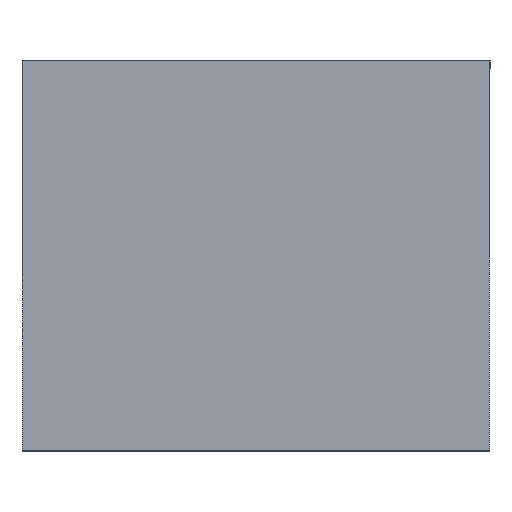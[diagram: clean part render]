
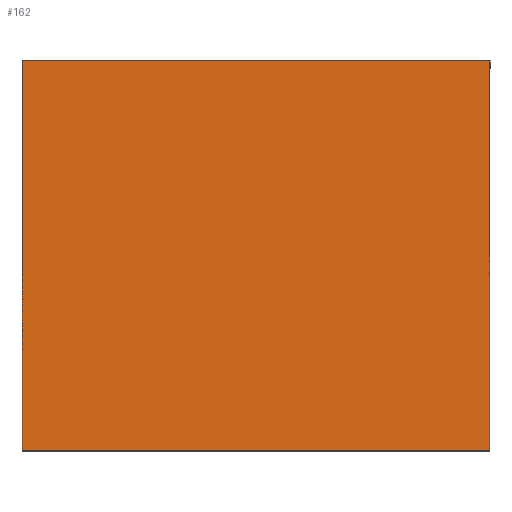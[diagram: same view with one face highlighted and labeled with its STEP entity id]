
A CAD part, left-side view. The second image highlights one B-rep face of the part: STEP entity #162.
In plain terms, the highlighted planar face has unit normal (-1, 0, 0).
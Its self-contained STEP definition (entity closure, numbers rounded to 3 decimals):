
#41 = LINE ( 'NONE', #72, #333 ) ;
#52 = CARTESIAN_POINT ( 'NONE',  ( -0.6, 0.3, 0. ) ) ;
#72 = CARTESIAN_POINT ( 'NONE',  ( -0.6, 0.3, -0.25 ) ) ;
#74 = DIRECTION ( 'NONE',  ( 1., 0., 0. ) ) ;
#81 = DIRECTION ( 'NONE',  ( 0., 0., -1. ) ) ;
#91 = EDGE_LOOP ( 'NONE', ( #627, #510, #640, #154 ) ) ;
#99 = PLANE ( 'NONE',  #341 ) ;
#154 = ORIENTED_EDGE ( 'NONE', *, *, #401, .T. ) ;
#156 = EDGE_CURVE ( 'NONE', #651, #535, #541, .T. ) ;
#162 = ADVANCED_FACE ( 'NONE', ( #531 ), #99, .F. ) ;
#177 = DIRECTION ( 'NONE',  ( 0., 0., 1. ) ) ;
#227 = VECTOR ( 'NONE', #177, 1000. ) ;
#232 = CARTESIAN_POINT ( 'NONE',  ( -0.6, 0., 0. ) ) ;
#234 = LINE ( 'NONE', #254, #227 ) ;
#254 = CARTESIAN_POINT ( 'NONE',  ( -0.6, 0.3, -0.25 ) ) ;
#287 = CARTESIAN_POINT ( 'NONE',  ( -0.6, 0.3, -0.25 ) ) ;
#295 = CARTESIAN_POINT ( 'NONE',  ( -0.6, 0., -0.25 ) ) ;
#299 = LINE ( 'NONE', #603, #304 ) ;
#304 = VECTOR ( 'NONE', #582, 1000. ) ;
#333 = VECTOR ( 'NONE', #593, 1000. ) ;
#341 = AXIS2_PLACEMENT_3D ( 'NONE', #287, #74, #81 ) ;
#401 = EDGE_CURVE ( 'NONE', #418, #651, #41, .T. ) ;
#406 = DIRECTION ( 'NONE',  ( 0., 0., 1. ) ) ;
#413 = CARTESIAN_POINT ( 'NONE',  ( -0.6, 0.3, -0.25 ) ) ;
#418 = VERTEX_POINT ( 'NONE', #413 ) ;
#449 = EDGE_CURVE ( 'NONE', #577, #535, #299, .T. ) ;
#510 = ORIENTED_EDGE ( 'NONE', *, *, #449, .F. ) ;
#521 = VECTOR ( 'NONE', #406, 1000. ) ;
#531 = FACE_OUTER_BOUND ( 'NONE', #91, .T. ) ;
#532 = EDGE_CURVE ( 'NONE', #418, #577, #234, .T. ) ;
#535 = VERTEX_POINT ( 'NONE', #232 ) ;
#541 = LINE ( 'NONE', #295, #521 ) ;
#569 = CARTESIAN_POINT ( 'NONE',  ( -0.6, 0., -0.25 ) ) ;
#577 = VERTEX_POINT ( 'NONE', #52 ) ;
#582 = DIRECTION ( 'NONE',  ( 0., -1., 0. ) ) ;
#593 = DIRECTION ( 'NONE',  ( 0., -1., 0. ) ) ;
#603 = CARTESIAN_POINT ( 'NONE',  ( -0.6, 0.3, 0. ) ) ;
#627 = ORIENTED_EDGE ( 'NONE', *, *, #156, .T. ) ;
#640 = ORIENTED_EDGE ( 'NONE', *, *, #532, .F. ) ;
#651 = VERTEX_POINT ( 'NONE', #569 ) ;
